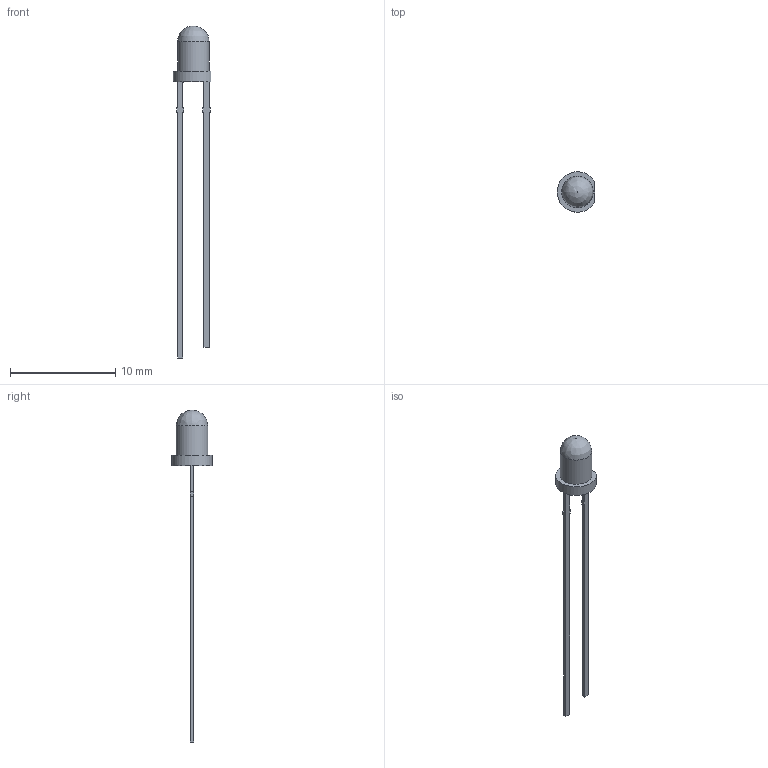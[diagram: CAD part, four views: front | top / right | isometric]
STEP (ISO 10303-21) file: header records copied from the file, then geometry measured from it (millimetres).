
FILE_DESCRIPTION(/* description */ (''),/* implementation_level */ '2;1');
FILE_NAME(/* name */ 'Led_3mm_Vermelho_Transparente v1.step',/* time_stamp */ '2021-03-08T16:42:26+00:00',/* author */ (''),/* organization */ (''),/* preprocessor_version */ 'ST-DEVELOPER v18.1',/* originating_system */ 'Autodesk Translation Framework v9.10.0.1330',/* authorisation */ '');
FILE_SCHEMA (('AUTOMOTIVE_DESIGN { 1 0 10303 214 3 1 1 }'));
Length unit declared in the file: millimetre
Products named in the file (1): Led_3mm_Vermelho_Transparente
Bounding box: 3.58 x 3.85 x 31.6 mm (x, y, z)
Volume: 47.6 mm3; surface area: 168 mm2
Topology: 3 solids, 3 shells, 56 faces, 147 edges, 98 vertices
Faces by surface type: plane 49, cylinder 6, bspline 1
Full cylindrical faces by diameter (mm): 3 x1
Entity records: 1803 total; most frequent: CARTESIAN_POINT 328, ORIENTED_EDGE 294, DIRECTION 274, EDGE_CURVE 147, LINE 132, VECTOR 132, VERTEX_POINT 98, AXIS2_PLACEMENT_3D 71
